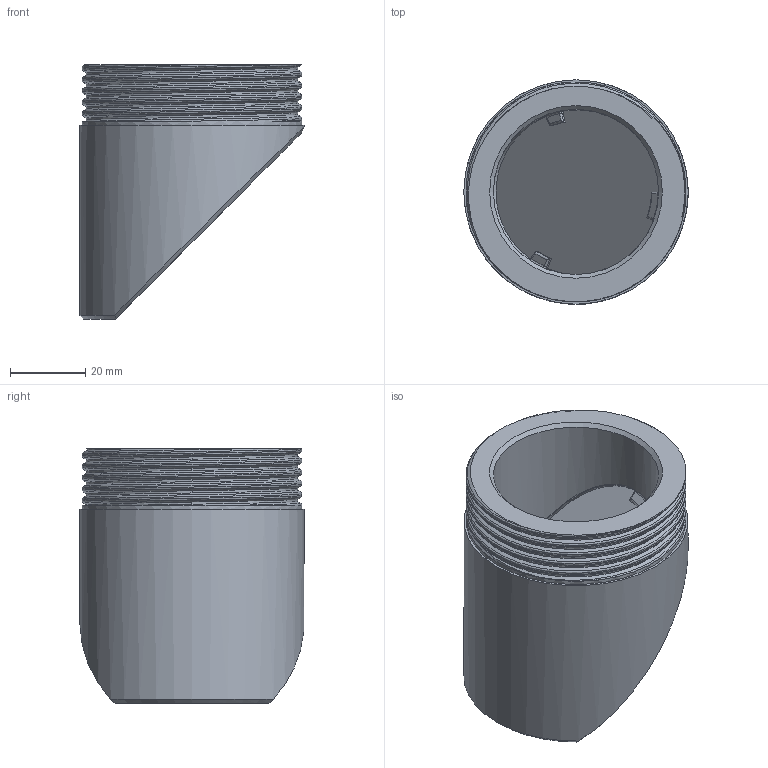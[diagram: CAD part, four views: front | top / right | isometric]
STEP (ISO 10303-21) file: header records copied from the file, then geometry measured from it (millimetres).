
FILE_DESCRIPTION(/* description */ (''),/* implementation_level */ '2;1');
FILE_NAME(/* name */ 'sec_box_bottom.step',/* time_stamp */ '2026-02-19T10:03:04+01:00',/* author */ (''),/* organization */ (''),/* preprocessor_version */ 'ST-DEVELOPER v20.1',/* originating_system */ 'Autodesk Translation Framework v14.24.0.0',/* authorisation */ '');
FILE_SCHEMA (('AUTOMOTIVE_DESIGN { 1 0 10303 214 3 1 1 }'));
Length unit declared in the file: millimetre
Products named in the file (1): sec_box_bottom
Bounding box: 59.76 x 59.76 x 67.68 mm (x, y, z)
Volume: 67038.4 mm3; surface area: 22165.7 mm2
Topology: 1 solids, 1 shells, 62 faces, 162 edges, 102 vertices
Faces by surface type: bspline 25, cylinder 20, plane 15, cone 2
Full cylindrical faces by diameter (mm): 44 x1, 56.324 x4, 58.562 x5, 59.764 x1
Entity records: 4584 total; most frequent: CARTESIAN_POINT 3256, ORIENTED_EDGE 320, DIRECTION 186, EDGE_CURVE 160, VERTEX_POINT 102, B_SPLINE_CURVE_WITH_KNOTS 80, AXIS2_PLACEMENT_3D 70, EDGE_LOOP 64
